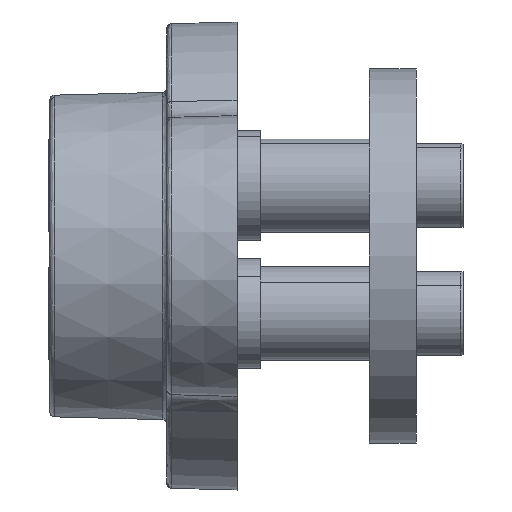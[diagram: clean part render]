
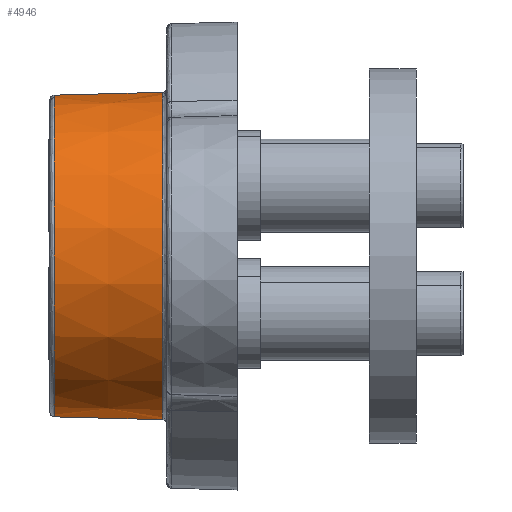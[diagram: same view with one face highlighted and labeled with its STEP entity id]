
A CAD part, left-side view. The second image highlights one B-rep face of the part: STEP entity #4946.
In plain terms, the highlighted conical face has half-angle 1.5 degrees and reference radius 3.497 mm.
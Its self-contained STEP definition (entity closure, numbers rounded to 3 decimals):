
#603 = DIRECTION ( 'NONE',  ( 0., -1., 0.026 ) ) ;
#1562 = DIRECTION ( 'NONE',  ( 0., -1., 0. ) ) ;
#1565 = CARTESIAN_POINT ( 'NONE',  ( 0., 1.597, 3.497 ) ) ;
#1581 = DIRECTION ( 'NONE',  ( 0., -1., 0. ) ) ;
#2028 = CARTESIAN_POINT ( 'NONE',  ( 0., -499000., -13070.314 ) ) ;
#2180 = CIRCLE ( 'NONE', #16120, 3.497 ) ;
#2496 = ORIENTED_EDGE ( 'NONE', *, *, #16649, .F. ) ;
#3202 = ORIENTED_EDGE ( 'NONE', *, *, #10859, .T. ) ;
#3768 = AXIS2_PLACEMENT_3D ( 'NONE', #6731, #1562, #4096 ) ;
#4096 = DIRECTION ( 'NONE',  ( 0., 0., -1. ) ) ;
#4151 = CARTESIAN_POINT ( 'NONE',  ( 0., 1.597, 0. ) ) ;
#4572 = EDGE_CURVE ( 'NONE', #11066, #12794, #9740, .T. ) ;
#4946 = ADVANCED_FACE ( 'NONE', ( #13155 ), #10077, .T. ) ;
#5624 = LINE ( 'NONE', #12372, #15879 ) ;
#5858 = EDGE_LOOP ( 'NONE', ( #14814, #3202, #2496, #9021 ) ) ;
#6666 = DIRECTION ( 'NONE',  ( 0., 0., -1. ) ) ;
#6731 = CARTESIAN_POINT ( 'NONE',  ( 0., 3.903, 0. ) ) ;
#6867 = DIRECTION ( 'NONE',  ( 0., 1., 0. ) ) ;
#7192 = VERTEX_POINT ( 'NONE', #10053 ) ;
#7994 = CARTESIAN_POINT ( 'NONE',  ( 0., 1.597, 0. ) ) ;
#9021 = ORIENTED_EDGE ( 'NONE', *, *, #9401, .T. ) ;
#9401 = EDGE_CURVE ( 'NONE', #7192, #11066, #10635, .T. ) ;
#9740 = LINE ( 'NONE', #2028, #13653 ) ;
#10053 = CARTESIAN_POINT ( 'NONE',  ( 0., 3.903, 3.437 ) ) ;
#10077 = CONICAL_SURFACE ( 'NONE', #16039, 3.497, 0.026 ) ;
#10310 = VERTEX_POINT ( 'NONE', #1565 ) ;
#10635 = CIRCLE ( 'NONE', #3768, 3.437 ) ;
#10859 = EDGE_CURVE ( 'NONE', #12794, #10310, #2180, .T. ) ;
#11066 = VERTEX_POINT ( 'NONE', #16513 ) ;
#12372 = CARTESIAN_POINT ( 'NONE',  ( 0., 1.5, 3.5 ) ) ;
#12794 = VERTEX_POINT ( 'NONE', #14098 ) ;
#13155 = FACE_OUTER_BOUND ( 'NONE', #5858, .T. ) ;
#13653 = VECTOR ( 'NONE', #14970, 1000. ) ;
#14098 = CARTESIAN_POINT ( 'NONE',  ( 0., 1.597, -3.497 ) ) ;
#14537 = DIRECTION ( 'NONE',  ( 0., 0., -1. ) ) ;
#14814 = ORIENTED_EDGE ( 'NONE', *, *, #4572, .T. ) ;
#14970 = DIRECTION ( 'NONE',  ( 0., -1., -0.026 ) ) ;
#15879 = VECTOR ( 'NONE', #603, 1000. ) ;
#16039 = AXIS2_PLACEMENT_3D ( 'NONE', #7994, #1581, #6666 ) ;
#16120 = AXIS2_PLACEMENT_3D ( 'NONE', #4151, #6867, #14537 ) ;
#16513 = CARTESIAN_POINT ( 'NONE',  ( 0., 3.903, -3.437 ) ) ;
#16649 = EDGE_CURVE ( 'NONE', #7192, #10310, #5624, .T. ) ;
